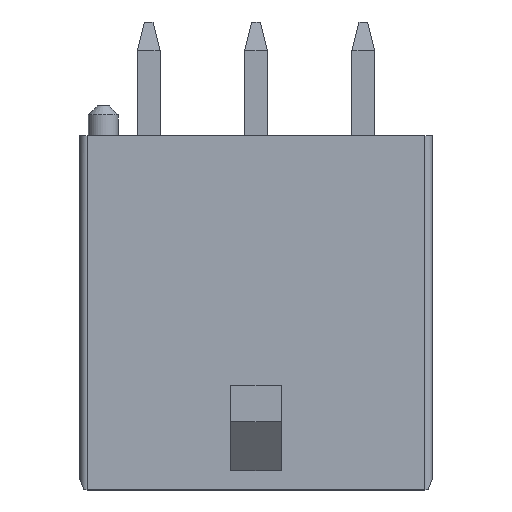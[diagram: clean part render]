
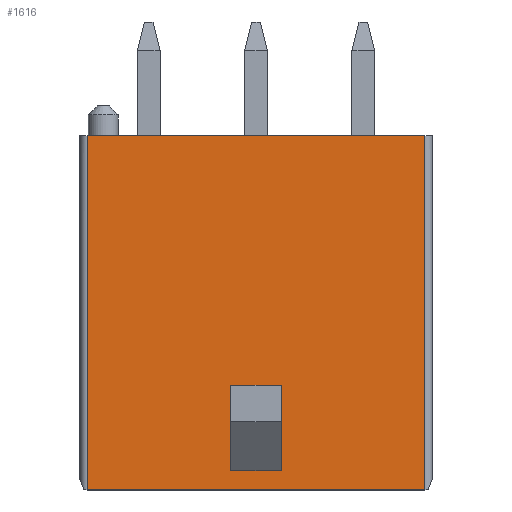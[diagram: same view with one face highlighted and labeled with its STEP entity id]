
A CAD part, top view. The second image highlights one B-rep face of the part: STEP entity #1616.
In plain terms, the highlighted planar face has unit normal (0, 0, 1).
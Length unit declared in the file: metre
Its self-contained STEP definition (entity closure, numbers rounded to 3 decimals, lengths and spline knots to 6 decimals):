
#202=LINE('',#2543,#403);
#204=LINE('',#2548,#405);
#209=LINE('',#2557,#410);
#210=LINE('',#2559,#411);
#212=LINE('',#2570,#413);
#214=LINE('',#2576,#415);
#224=LINE('',#2601,#425);
#225=LINE('',#2603,#426);
#403=VECTOR('',#2089,1.);
#405=VECTOR('',#2093,1.);
#410=VECTOR('',#2102,1.);
#411=VECTOR('',#2105,1.);
#413=VECTOR('',#2117,1.);
#415=VECTOR('',#2123,1.);
#425=VECTOR('',#2151,1.);
#426=VECTOR('',#2154,1.);
#516=PLANE('',#1738);
#936=ORIENTED_EDGE('',*,*,#1136,.F.);
#937=ORIENTED_EDGE('',*,*,#1142,.T.);
#938=ORIENTED_EDGE('',*,*,#1134,.T.);
#939=ORIENTED_EDGE('',*,*,#1141,.F.);
#940=ORIENTED_EDGE('',*,*,#1148,.T.);
#941=ORIENTED_EDGE('',*,*,#1164,.F.);
#942=ORIENTED_EDGE('',*,*,#1151,.F.);
#943=ORIENTED_EDGE('',*,*,#1165,.T.);
#1134=EDGE_CURVE('',#1284,#1286,#202,.T.);
#1136=EDGE_CURVE('',#1288,#1289,#204,.T.);
#1141=EDGE_CURVE('',#1289,#1286,#209,.T.);
#1142=EDGE_CURVE('',#1288,#1284,#210,.T.);
#1148=EDGE_CURVE('',#1291,#1294,#212,.T.);
#1151=EDGE_CURVE('',#1296,#1297,#214,.T.);
#1164=EDGE_CURVE('',#1297,#1294,#224,.T.);
#1165=EDGE_CURVE('',#1296,#1291,#225,.T.);
#1284=VERTEX_POINT('',#2538);
#1286=VERTEX_POINT('',#2542);
#1288=VERTEX_POINT('',#2547);
#1289=VERTEX_POINT('',#2549);
#1291=VERTEX_POINT('',#2562);
#1294=VERTEX_POINT('',#2569);
#1296=VERTEX_POINT('',#2575);
#1297=VERTEX_POINT('',#2577);
#1416=EDGE_LOOP('',(#936,#937,#938,#939));
#1417=EDGE_LOOP('',(#940,#941,#942,#943));
#1521=FACE_BOUND('',#1416,.T.);
#1522=FACE_BOUND('',#1417,.T.);
#1616=ADVANCED_FACE('',(#1521,#1522),#516,.F.);
#1738=AXIS2_PLACEMENT_3D('',#2604,#2155,#2156);
#2089=DIRECTION('',(0.,1.,0.));
#2093=DIRECTION('',(0.,1.,0.));
#2102=DIRECTION('',(-1.,0.,0.));
#2105=DIRECTION('',(-1.,0.,0.));
#2117=DIRECTION('',(1.,0.,0.));
#2123=DIRECTION('',(1.,0.,0.));
#2151=DIRECTION('',(0.,-1.,0.));
#2154=DIRECTION('',(0.,-1.,0.));
#2155=DIRECTION('',(0.,0.,-1.));
#2156=DIRECTION('',(-1.,0.,0.));
#2538=CARTESIAN_POINT('',(-0.0007,0.000536,0.00418));
#2542=CARTESIAN_POINT('',(-0.0007,0.00292,0.00418));
#2543=CARTESIAN_POINT('',(-0.0007,0.000536,0.00418));
#2547=CARTESIAN_POINT('',(0.0007,0.000536,0.00418));
#2548=CARTESIAN_POINT('',(0.0007,0.000536,0.00418));
#2549=CARTESIAN_POINT('',(0.0007,0.00292,0.00418));
#2557=CARTESIAN_POINT('',(0.0007,0.00292,0.00418));
#2559=CARTESIAN_POINT('',(0.0007,0.000536,0.00418));
#2562=CARTESIAN_POINT('',(-0.004725,0.,0.00418));
#2569=CARTESIAN_POINT('',(0.004725,0.,0.00418));
#2570=CARTESIAN_POINT('',(-0.004725,0.,0.00418));
#2575=CARTESIAN_POINT('',(-0.004725,0.00991,0.00418));
#2576=CARTESIAN_POINT('',(-0.004725,0.00991,0.00418));
#2577=CARTESIAN_POINT('',(0.004725,0.00991,0.00418));
#2601=CARTESIAN_POINT('',(0.004725,0.00991,0.00418));
#2603=CARTESIAN_POINT('',(-0.004725,0.00991,0.00418));
#2604=CARTESIAN_POINT('',(-0.004725,0.00991,0.00418));
